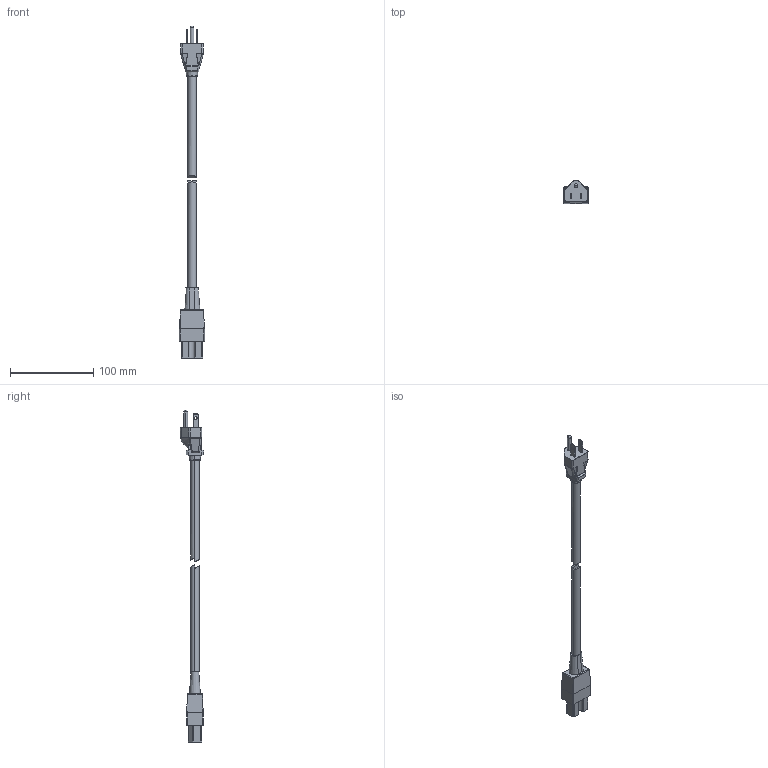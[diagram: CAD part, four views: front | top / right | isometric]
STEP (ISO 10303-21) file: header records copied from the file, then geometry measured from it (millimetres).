
FILE_DESCRIPTION (( 'STEP AP214' ), '1' );
FILE_NAME ('3520-237-E.STEP', '2019-01-25T20:36:55', ( '' ), ( '' ), 'SwSTEP 2.0', 'SolidWorks 2018', '' );
FILE_SCHEMA (( 'AUTOMOTIVE_DESIGN' ));
Length unit declared in the file: inch
Products named in the file (7): STANDARD_PLUG; 60320 C-15; Power Cable; 3520-237-E
Assembly tree (3 placements, depth 2):
  STANDARD_PLUG
  60320 C-15
  Power Cable
  3520-237-E
    Power Cable
    60320 C-15
    STANDARD_PLUG
Bounding box: 30 x 27.93 x 398.01 mm (x, y, z)
Volume: 68268.4 mm3; surface area: 21577.9 mm2
Topology: 4 solids, 4 shells, 293 faces, 674 edges, 381 vertices
Faces by surface type: cylinder 103, plane 92, bspline 52, sphere 28, torus 13, cone 5
Entity records: 12118 total; most frequent: CARTESIAN_POINT 2991, ORIENTED_EDGE 1308, DIRECTION 1247, EDGE_CURVE 654, AXIS2_PLACEMENT_3D 476, VERTEX_POINT 379, EDGE_LOOP 307, LINE 295
